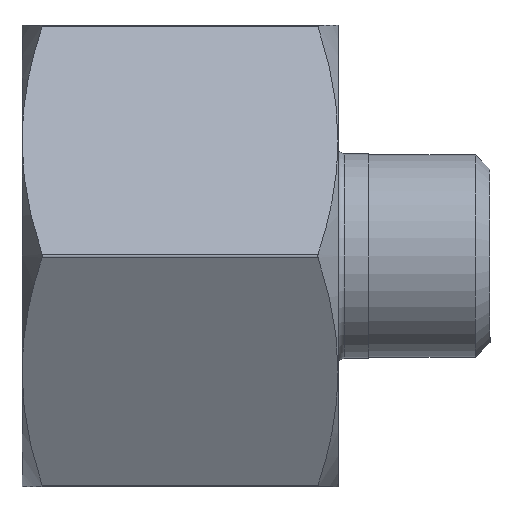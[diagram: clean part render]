
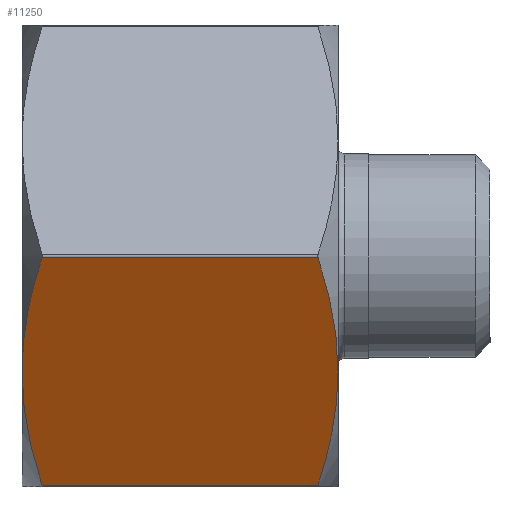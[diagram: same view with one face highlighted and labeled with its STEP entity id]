
A CAD part, front view. The second image highlights one B-rep face of the part: STEP entity #11250.
In plain terms, the highlighted planar face has unit normal (0, -0.866, -0.5).
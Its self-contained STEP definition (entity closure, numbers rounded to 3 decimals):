
#286 = AXIS2_PLACEMENT_3D ( 'NONE', #5811, #5815, #5787 ) ;
#1157 = CARTESIAN_POINT ( 'NONE',  ( 1.647, -21.853, -0.15 ) ) ;
#1159 = CARTESIAN_POINT ( 'NONE',  ( 24.353, -21.853, -0.15 ) ) ;
#1176 = CARTESIAN_POINT ( 'NONE',  ( 24.353, -11.056, -18.85 ) ) ;
#1182 = CARTESIAN_POINT ( 'NONE',  ( 1.647, -11.056, -18.85 ) ) ;
#1243 = CARTESIAN_POINT ( 'NONE',  ( 0., -16.454, -9.5 ) ) ;
#1247 = CARTESIAN_POINT ( 'NONE',  ( 26., -16.454, -9.5 ) ) ;
#2676 = CARTESIAN_POINT ( 'NONE',  ( 24.353, -11.056, -18.85 ) ) ;
#2678 = CARTESIAN_POINT ( 'NONE',  ( 26., -13.944, -13.848 ) ) ;
#2760 = CARTESIAN_POINT ( 'NONE',  ( 26., -16.454, -9.5 ) ) ;
#2808 = DIRECTION ( 'NONE',  ( 1., 0., 0. ) ) ;
#2854 = LINE ( 'NONE', #2856, #11017 ) ;
#2856 = CARTESIAN_POINT ( 'NONE',  ( 13., -21.853, -0.15 ) ) ;
#2891 = CARTESIAN_POINT ( 'NONE',  ( 0., -13.944, -13.848 ) ) ;
#2910 = CARTESIAN_POINT ( 'NONE',  ( 1.647, -11.056, -18.85 ) ) ;
#2946 = CARTESIAN_POINT ( 'NONE',  ( 0., -16.454, -9.5 ) ) ;
#3258 = CARTESIAN_POINT ( 'NONE',  ( 26., -16.454, -9.5 ) ) ;
#3266 = CARTESIAN_POINT ( 'NONE',  ( 24.353, -21.853, -0.15 ) ) ;
#3304 = CARTESIAN_POINT ( 'NONE',  ( 26., -18.965, -5.152 ) ) ;
#3329 = LINE ( 'NONE', #3339, #11056 ) ;
#3331 = CARTESIAN_POINT ( 'NONE',  ( 1.647, -21.853, -0.15 ) ) ;
#3339 = CARTESIAN_POINT ( 'NONE',  ( 13., -11.056, -18.85 ) ) ;
#3349 = CARTESIAN_POINT ( 'NONE',  ( 0., -18.965, -5.152 ) ) ;
#3357 = CARTESIAN_POINT ( 'NONE',  ( 0., -16.454, -9.5 ) ) ;
#3395 = DIRECTION ( 'NONE',  ( -1., 0., 0. ) ) ;
#4287 = VERTEX_POINT ( 'NONE', #1243 ) ;
#4292 = VERTEX_POINT ( 'NONE', #1176 ) ;
#4297 = VERTEX_POINT ( 'NONE', #1182 ) ;
#4303 = VERTEX_POINT ( 'NONE', #1247 ) ;
#4308 = VERTEX_POINT ( 'NONE', #1157 ) ;
#4316 = VERTEX_POINT ( 'NONE', #1159 ) ;
#4450 = EDGE_LOOP ( 'NONE', ( #7683, #7695, #7632, #7618, #7599, #7644 ) ) ;
#5787 = DIRECTION ( 'NONE',  ( 0., -0.5, 0.866 ) ) ;
#5796 = FACE_OUTER_BOUND ( 'NONE', #4450, .T. ) ;
#5808 = PLANE ( 'NONE',  #286 ) ;
#5811 = CARTESIAN_POINT ( 'NONE',  ( 13., -10.97, -19. ) ) ;
#5815 = DIRECTION ( 'NONE',  ( 0., -0.866, -0.5 ) ) ;
#7599 = ORIENTED_EDGE ( 'NONE', *, *, #8695, .T. ) ;
#7618 = ORIENTED_EDGE ( 'NONE', *, *, #8645, .F. ) ;
#7632 = ORIENTED_EDGE ( 'NONE', *, *, #8677, .T. ) ;
#7644 = ORIENTED_EDGE ( 'NONE', *, *, #8649, .T. ) ;
#7683 = ORIENTED_EDGE ( 'NONE', *, *, #8689, .F. ) ;
#7695 = ORIENTED_EDGE ( 'NONE', *, *, #8630, .T. ) ;
#8417 =( BOUNDED_CURVE ( )  B_SPLINE_CURVE ( 2, ( #3258, #3304, #3266 ),
 .UNSPECIFIED., .F., .T. ) 
 B_SPLINE_CURVE_WITH_KNOTS ( ( 3, 3 ),
 ( 1.619, 2.781 ),
 .UNSPECIFIED. ) 
 CURVE ( )  GEOMETRIC_REPRESENTATION_ITEM ( )  RATIONAL_B_SPLINE_CURVE ( ( 1., 1.052, 1.029 ) ) 
 REPRESENTATION_ITEM ( '' )  );
#8429 =( BOUNDED_CURVE ( )  B_SPLINE_CURVE ( 2, ( #2676, #2678, #2760 ),
 .UNSPECIFIED., .F., .T. ) 
 B_SPLINE_CURVE_WITH_KNOTS ( ( 3, 3 ),
 ( 0.457, 1.619 ),
 .UNSPECIFIED. ) 
 CURVE ( )  GEOMETRIC_REPRESENTATION_ITEM ( )  RATIONAL_B_SPLINE_CURVE ( ( 1.029, 1.052, 1. ) ) 
 REPRESENTATION_ITEM ( '' )  );
#8438 =( BOUNDED_CURVE ( )  B_SPLINE_CURVE ( 2, ( #3331, #3349, #3357 ),
 .UNSPECIFIED., .F., .F. ) 
 B_SPLINE_CURVE_WITH_KNOTS ( ( 3, 3 ),
 ( 0.457, 1.619 ),
 .UNSPECIFIED. ) 
 CURVE ( )  GEOMETRIC_REPRESENTATION_ITEM ( )  RATIONAL_B_SPLINE_CURVE ( ( 1.029, 1.052, 1. ) ) 
 REPRESENTATION_ITEM ( '' )  );
#8441 =( BOUNDED_CURVE ( )  B_SPLINE_CURVE ( 2, ( #2946, #2891, #2910 ),
 .UNSPECIFIED., .F., .T. ) 
 B_SPLINE_CURVE_WITH_KNOTS ( ( 3, 3 ),
 ( 1.619, 2.781 ),
 .UNSPECIFIED. ) 
 CURVE ( )  GEOMETRIC_REPRESENTATION_ITEM ( )  RATIONAL_B_SPLINE_CURVE ( ( 1., 1.052, 1.029 ) ) 
 REPRESENTATION_ITEM ( '' )  );
#8630 = EDGE_CURVE ( 'NONE', #4292, #4303, #8429, .T. ) ;
#8645 = EDGE_CURVE ( 'NONE', #4308, #4316, #2854, .T. ) ;
#8649 = EDGE_CURVE ( 'NONE', #4287, #4297, #8441, .T. ) ;
#8677 = EDGE_CURVE ( 'NONE', #4303, #4316, #8417, .T. ) ;
#8689 = EDGE_CURVE ( 'NONE', #4292, #4297, #3329, .T. ) ;
#8695 = EDGE_CURVE ( 'NONE', #4308, #4287, #8438, .T. ) ;
#11017 = VECTOR ( 'NONE', #2808, 1000. ) ;
#11056 = VECTOR ( 'NONE', #3395, 1000. ) ;
#11250 = ADVANCED_FACE ( 'NONE', ( #5796 ), #5808, .T. ) ;
